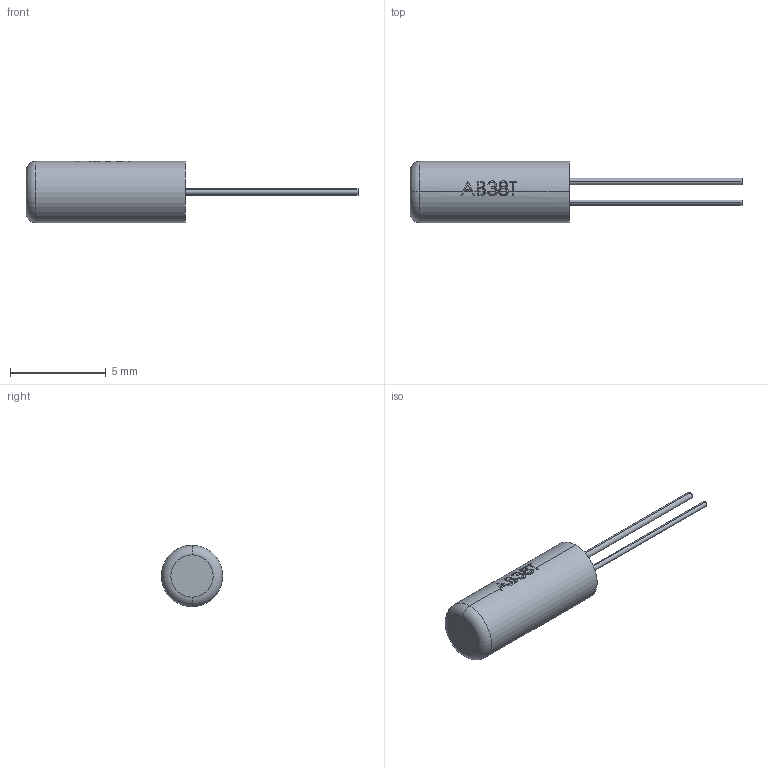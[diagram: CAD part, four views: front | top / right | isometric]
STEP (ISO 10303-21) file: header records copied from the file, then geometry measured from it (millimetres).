
FILE_DESCRIPTION (( 'STEP AP214' ), '1' );
FILE_NAME ('AB38T.STEP', '2013-09-12T07:05:01', ( 'umech' ), ( '' ), 'SwSTEP 2.0', 'SolidWorks 2012', '' );
FILE_SCHEMA (( 'AUTOMOTIVE_DESIGN' ));
Length unit declared in the file: millimetre
Products named in the file (1): AB38T
Bounding box: 17.3 x 3.2 x 3.2 mm (x, y, z)
Volume: 67.6 mm3; surface area: 114.5 mm2
Topology: 1 solids, 1 shells, 104 faces, 289 edges, 192 vertices
Faces by surface type: bspline 40, plane 35, cylinder 27, torus 2
Entity records: 5750 total; most frequent: CARTESIAN_POINT 2472, ORIENTED_EDGE 578, DIRECTION 339, EDGE_CURVE 289, VERTEX_POINT 192, LINE 129, VECTOR 129, EDGE_LOOP 109
